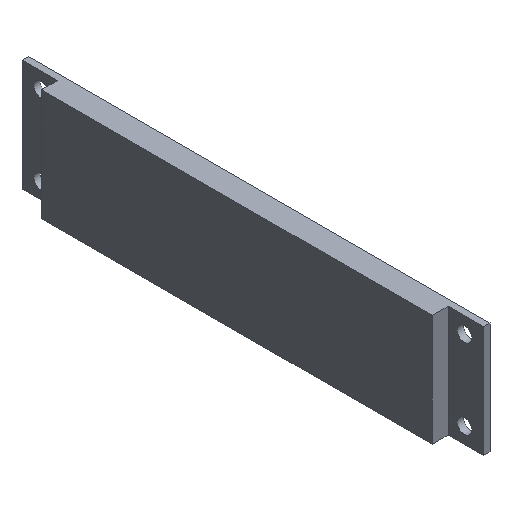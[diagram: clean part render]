
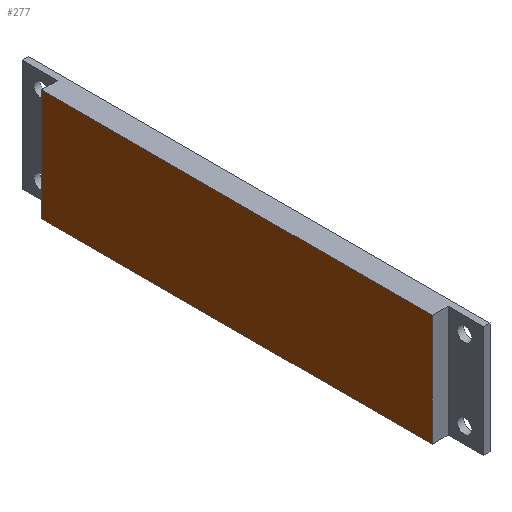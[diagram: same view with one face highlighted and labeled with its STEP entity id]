
A CAD part, isometric view. The second image highlights one B-rep face of the part: STEP entity #277.
In plain terms, the highlighted planar face has unit normal (-1, 0, 0).
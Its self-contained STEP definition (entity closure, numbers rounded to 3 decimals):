
#43=FACE_OUTER_BOUND('',#61,.T.);
#61=EDGE_LOOP('',(#231,#232,#233,#234));
#73=LINE('',#389,#101);
#76=LINE('',#395,#104);
#92=LINE('',#429,#120);
#94=LINE('',#437,#122);
#101=VECTOR('',#313,10.);
#104=VECTOR('',#318,10.);
#120=VECTOR('',#346,10.);
#122=VECTOR('',#356,10.);
#129=VERTEX_POINT('',#386);
#130=VERTEX_POINT('',#388);
#132=VERTEX_POINT('',#394);
#144=VERTEX_POINT('',#427);
#153=EDGE_CURVE('',#130,#129,#73,.T.);
#156=EDGE_CURVE('',#132,#130,#76,.T.);
#174=EDGE_CURVE('',#129,#144,#92,.T.);
#178=EDGE_CURVE('',#144,#132,#94,.T.);
#231=ORIENTED_EDGE('',*,*,#153,.T.);
#232=ORIENTED_EDGE('',*,*,#174,.T.);
#233=ORIENTED_EDGE('',*,*,#178,.T.);
#234=ORIENTED_EDGE('',*,*,#156,.T.);
#267=PLANE('',#297);
#277=ADVANCED_FACE('',(#43),#267,.T.);
#297=AXIS2_PLACEMENT_3D('',#438,#357,#358);
#313=DIRECTION('',(0.,0.,-1.));
#318=DIRECTION('',(0.,1.,0.));
#346=DIRECTION('',(0.,-1.,0.));
#356=DIRECTION('',(0.,0.,1.));
#357=DIRECTION('center_axis',(-1.,0.,0.));
#358=DIRECTION('ref_axis',(0.,0.,1.));
#386=CARTESIAN_POINT('',(115.,61.297,5.));
#388=CARTESIAN_POINT('',(115.,61.297,40.));
#389=CARTESIAN_POINT('',(115.,61.297,31.25));
#394=CARTESIAN_POINT('',(115.,-61.303,40.));
#395=CARTESIAN_POINT('',(115.,-72.503,40.));
#427=CARTESIAN_POINT('',(115.,-61.303,5.));
#429=CARTESIAN_POINT('',(115.,72.5,5.));
#437=CARTESIAN_POINT('',(115.,-61.303,13.75));
#438=CARTESIAN_POINT('Origin',(115.,-0.003,22.5));
